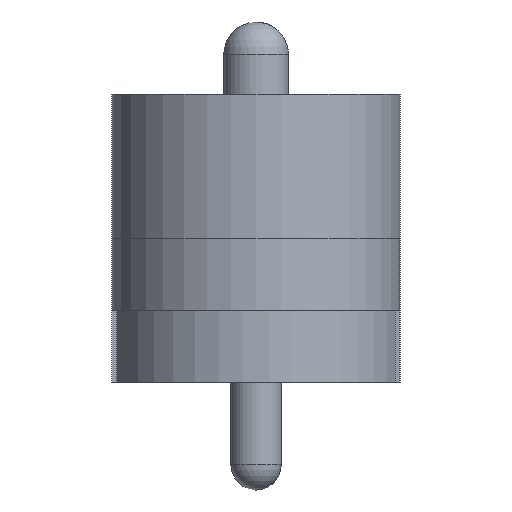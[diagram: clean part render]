
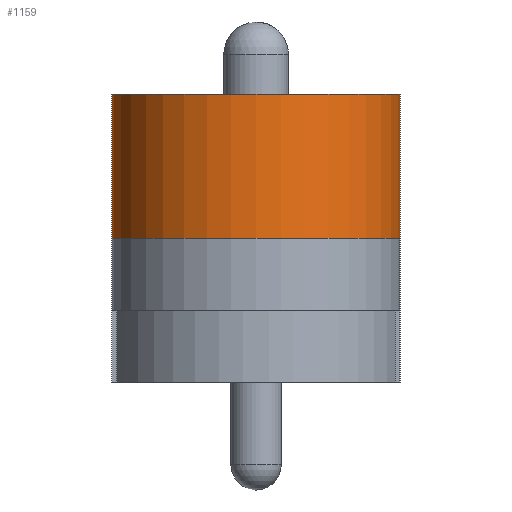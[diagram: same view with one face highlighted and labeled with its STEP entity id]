
A CAD part, left-side view. The second image highlights one B-rep face of the part: STEP entity #1159.
In plain terms, the highlighted cylindrical face has radius 2 mm (diameter 4 mm), a partial arc.
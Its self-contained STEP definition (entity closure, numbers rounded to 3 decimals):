
#117=CIRCLE('',#1334,2.);
#118=CIRCLE('',#1335,2.);
#177=CYLINDRICAL_SURFACE('',#1333,2.);
#221=FACE_OUTER_BOUND('',#298,.T.);
#298=EDGE_LOOP('',(#892,#893,#894,#895));
#410=LINE('',#1990,#491);
#411=LINE('',#1993,#492);
#491=VECTOR('',#1580,10.);
#492=VECTOR('',#1583,10.);
#573=VERTEX_POINT('',#1986);
#574=VERTEX_POINT('',#1987);
#575=VERTEX_POINT('',#1989);
#576=VERTEX_POINT('',#1991);
#700=EDGE_CURVE('',#573,#574,#117,.T.);
#701=EDGE_CURVE('',#573,#575,#410,.T.);
#702=EDGE_CURVE('',#576,#575,#118,.T.);
#703=EDGE_CURVE('',#574,#576,#411,.T.);
#892=ORIENTED_EDGE('',*,*,#700,.F.);
#893=ORIENTED_EDGE('',*,*,#701,.T.);
#894=ORIENTED_EDGE('',*,*,#702,.F.);
#895=ORIENTED_EDGE('',*,*,#703,.F.);
#1159=ADVANCED_FACE('',(#221),#177,.T.);
#1333=AXIS2_PLACEMENT_3D('',#1985,#1576,#1577);
#1334=AXIS2_PLACEMENT_3D('',#1988,#1578,#1579);
#1335=AXIS2_PLACEMENT_3D('',#1992,#1581,#1582);
#1576=DIRECTION('center_axis',(0.,1.,0.));
#1577=DIRECTION('ref_axis',(0.,0.,-1.));
#1578=DIRECTION('center_axis',(0.,-1.,0.));
#1579=DIRECTION('ref_axis',(0.,0.,-1.));
#1580=DIRECTION('',(0.,1.,0.));
#1581=DIRECTION('center_axis',(0.,1.,0.));
#1582=DIRECTION('ref_axis',(0.,0.,-1.));
#1583=DIRECTION('',(0.,1.,0.));
#1985=CARTESIAN_POINT('Origin',(3.45,0.,-2.));
#1986=CARTESIAN_POINT('',(3.45,1.,0.));
#1987=CARTESIAN_POINT('',(3.45,1.,-4.));
#1988=CARTESIAN_POINT('Origin',(3.45,1.,-2.));
#1989=CARTESIAN_POINT('',(3.45,3.,0.));
#1990=CARTESIAN_POINT('',(3.45,0.,0.));
#1991=CARTESIAN_POINT('',(3.45,3.,-4.));
#1992=CARTESIAN_POINT('Origin',(3.45,3.,-2.));
#1993=CARTESIAN_POINT('',(3.45,0.,-4.));
